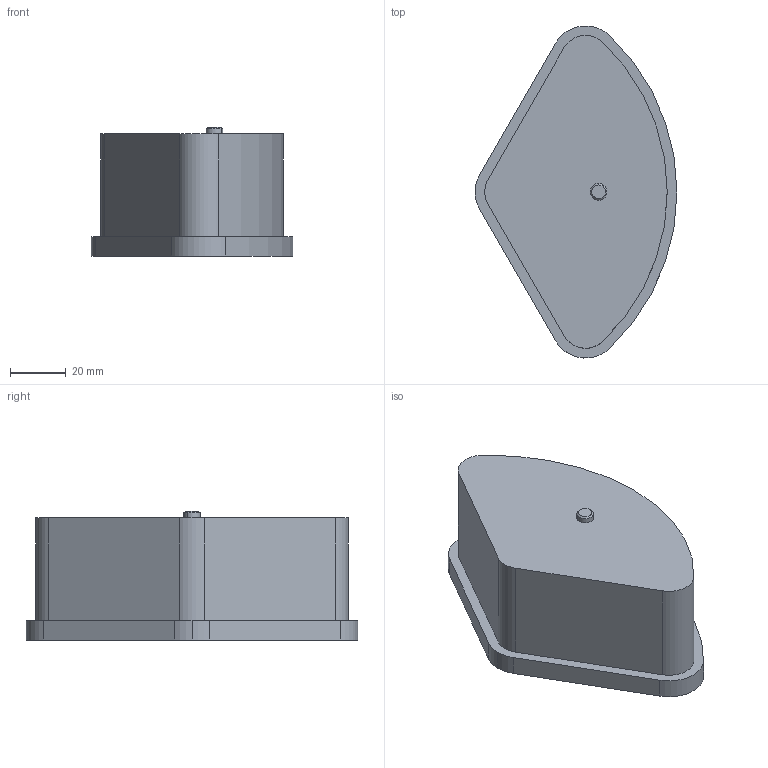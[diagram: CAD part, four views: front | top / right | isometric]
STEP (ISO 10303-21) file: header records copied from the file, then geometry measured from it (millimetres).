
FILE_DESCRIPTION (( 'STEP AP214' ), '1' );
FILE_NAME ('50509052_Segmento_3_26_bohlendoyen.STEP', '2026-04-10T12:18:43', ( '' ), ( '' ), 'SwSTEP 2.0', 'SolidWorks 2025', '' );
FILE_SCHEMA (( 'AUTOMOTIVE_DESIGN' ));
Length unit declared in the file: millimetre
Products named in the file (1): 50509052_Segmento_3_26_bohlendoyen
Bounding box: 72.7 x 119.52 x 46.7 mm (x, y, z)
Volume: 209520.9 mm3; surface area: 28060.5 mm2
Topology: 1 solids, 2 shells, 272 faces, 676 edges, 441 vertices
Faces by surface type: plane 129, bspline 85, cylinder 44, cone 10, torus 4
Entity records: 13053 total; most frequent: CARTESIAN_POINT 7049, ORIENTED_EDGE 1348, DIRECTION 984, EDGE_CURVE 674, VERTEX_POINT 441, LINE 400, VECTOR 400, EDGE_LOOP 309
